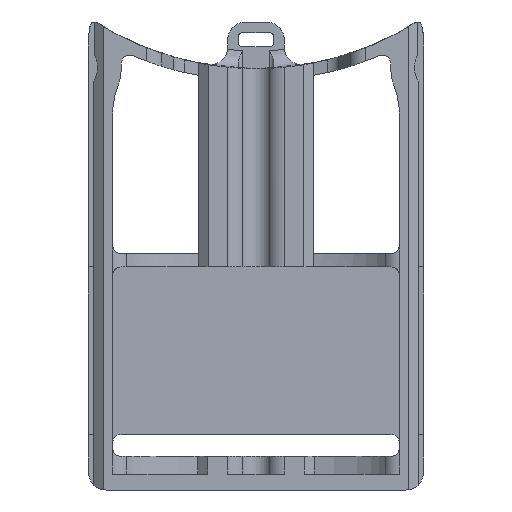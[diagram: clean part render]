
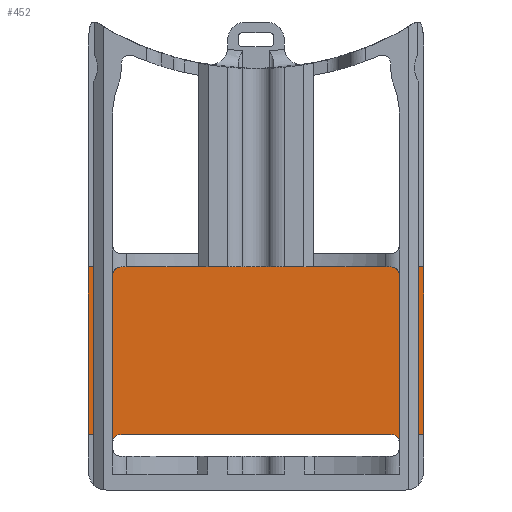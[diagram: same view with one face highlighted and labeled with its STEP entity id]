
A CAD part, front view. The second image highlights one B-rep face of the part: STEP entity #452.
In plain terms, the highlighted planar face has unit normal (0, -1, 0).
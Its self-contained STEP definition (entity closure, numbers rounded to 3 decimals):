
#166 = EDGE_CURVE ( 'NONE', #4586, #4432, #4338, .T. ) ;
#198 = ORIENTED_EDGE ( 'NONE', *, *, #7157, .T. ) ;
#243 = CARTESIAN_POINT ( 'NONE',  ( 0.102, 4.257, -20.5 ) ) ;
#246 = AXIS2_PLACEMENT_3D ( 'NONE', #5868, #2524, #4844 ) ;
#267 = CARTESIAN_POINT ( 'NONE',  ( 16.278, 4.257, -20.5 ) ) ;
#395 = EDGE_CURVE ( 'NONE', #5458, #4586, #2209, .T. ) ;
#429 = ORIENTED_EDGE ( 'NONE', *, *, #1083, .F. ) ;
#452 = ADVANCED_FACE ( 'NONE', ( #5766 ), #5083, .F. ) ;
#592 = DIRECTION ( 'NONE',  ( 0., 1., 0. ) ) ;
#728 = DIRECTION ( 'NONE',  ( -1., 0., 0. ) ) ;
#772 = DIRECTION ( 'NONE',  ( 0., 0., -1. ) ) ;
#779 = DIRECTION ( 'NONE',  ( 0., 0., 1. ) ) ;
#781 = DIRECTION ( 'NONE',  ( 0., 0., 1. ) ) ;
#1083 = EDGE_CURVE ( 'NONE', #6162, #7328, #1271, .T. ) ;
#1131 = VECTOR ( 'NONE', #5891, 1000. ) ;
#1166 = DIRECTION ( 'NONE',  ( 1., 0., 0. ) ) ;
#1192 = CARTESIAN_POINT ( 'NONE',  ( 0.102, 4.257, 0. ) ) ;
#1271 = LINE ( 'NONE', #4107, #7397 ) ;
#1321 = LINE ( 'NONE', #7027, #1131 ) ;
#1451 = LINE ( 'NONE', #7124, #3571 ) ;
#1466 = DIRECTION ( 'NONE',  ( -1., 0., 0. ) ) ;
#1691 = ORIENTED_EDGE ( 'NONE', *, *, #4100, .F. ) ;
#2085 = AXIS2_PLACEMENT_3D ( 'NONE', #1192, #592, #3510 ) ;
#2209 = CIRCLE ( 'NONE', #3175, 1. ) ;
#2226 = CARTESIAN_POINT ( 'NONE',  ( 19., 4.257, -1.5 ) ) ;
#2363 = EDGE_CURVE ( 'NONE', #4927, #3529, #3399, .T. ) ;
#2421 = ORIENTED_EDGE ( 'NONE', *, *, #2865, .T. ) ;
#2524 = DIRECTION ( 'NONE',  ( 0., 1., 0. ) ) ;
#2647 = VERTEX_POINT ( 'NONE', #7279 ) ;
#2651 = CARTESIAN_POINT ( 'NONE',  ( 19.009, 4.257, -20.5 ) ) ;
#2667 = CARTESIAN_POINT ( 'NONE',  ( -16.278, 4.257, -20.5 ) ) ;
#2827 = CARTESIAN_POINT ( 'NONE',  ( 15.278, 4.257, -20.5 ) ) ;
#2865 = EDGE_CURVE ( 'NONE', #5458, #4927, #1451, .T. ) ;
#2897 = CARTESIAN_POINT ( 'NONE',  ( 19., 4.257, -20.5 ) ) ;
#3008 = LINE ( 'NONE', #4702, #6692 ) ;
#3169 = EDGE_CURVE ( 'NONE', #4434, #6029, #5584, .T. ) ;
#3175 = AXIS2_PLACEMENT_3D ( 'NONE', #7053, #3656, #779 ) ;
#3325 = DIRECTION ( 'NONE',  ( -1., 0., 0. ) ) ;
#3399 = LINE ( 'NONE', #7442, #4040 ) ;
#3510 = DIRECTION ( 'NONE',  ( 0., 0., 1. ) ) ;
#3529 = VERTEX_POINT ( 'NONE', #2897 ) ;
#3571 = VECTOR ( 'NONE', #5988, 1000. ) ;
#3613 = LINE ( 'NONE', #243, #3629 ) ;
#3629 = VECTOR ( 'NONE', #728, 1000. ) ;
#3656 = DIRECTION ( 'NONE',  ( 0., -1., 0. ) ) ;
#3691 = EDGE_CURVE ( 'NONE', #6029, #2647, #3008, .T. ) ;
#3722 = CARTESIAN_POINT ( 'NONE',  ( -19., 4.257, -1.5 ) ) ;
#3754 = CARTESIAN_POINT ( 'NONE',  ( 0.102, 4.257, -1.5 ) ) ;
#4040 = VECTOR ( 'NONE', #1166, 1000. ) ;
#4076 = ORIENTED_EDGE ( 'NONE', *, *, #395, .F. ) ;
#4100 = EDGE_CURVE ( 'NONE', #4434, #3529, #1321, .T. ) ;
#4107 = CARTESIAN_POINT ( 'NONE',  ( -16.278, 4.257, 0. ) ) ;
#4217 = ORIENTED_EDGE ( 'NONE', *, *, #3169, .T. ) ;
#4244 = ORIENTED_EDGE ( 'NONE', *, *, #3691, .T. ) ;
#4255 = VECTOR ( 'NONE', #1466, 1000. ) ;
#4315 = EDGE_LOOP ( 'NONE', ( #7421, #429, #198, #6214, #4076, #2421, #5934, #1691, #4217, #4244 ) ) ;
#4338 = LINE ( 'NONE', #2651, #4255 ) ;
#4432 = VERTEX_POINT ( 'NONE', #4637 ) ;
#4434 = VERTEX_POINT ( 'NONE', #2226 ) ;
#4586 = VERTEX_POINT ( 'NONE', #2827 ) ;
#4637 = CARTESIAN_POINT ( 'NONE',  ( -15.278, 4.257, -20.5 ) ) ;
#4702 = CARTESIAN_POINT ( 'NONE',  ( -19., 4.257, 0. ) ) ;
#4715 = CARTESIAN_POINT ( 'NONE',  ( 16.278, 4.257, -21.5 ) ) ;
#4844 = DIRECTION ( 'NONE',  ( 0., 0., 1. ) ) ;
#4927 = VERTEX_POINT ( 'NONE', #267 ) ;
#5083 = PLANE ( 'NONE',  #2085 ) ;
#5458 = VERTEX_POINT ( 'NONE', #4715 ) ;
#5584 = LINE ( 'NONE', #3754, #6572 ) ;
#5766 = FACE_OUTER_BOUND ( 'NONE', #4315, .T. ) ;
#5868 = CARTESIAN_POINT ( 'NONE',  ( -15.278, 4.257, -21.5 ) ) ;
#5891 = DIRECTION ( 'NONE',  ( 0., 0., -1. ) ) ;
#5934 = ORIENTED_EDGE ( 'NONE', *, *, #2363, .T. ) ;
#5988 = DIRECTION ( 'NONE',  ( 0., 0., 1. ) ) ;
#6029 = VERTEX_POINT ( 'NONE', #3722 ) ;
#6162 = VERTEX_POINT ( 'NONE', #6416 ) ;
#6214 = ORIENTED_EDGE ( 'NONE', *, *, #166, .F. ) ;
#6416 = CARTESIAN_POINT ( 'NONE',  ( -16.278, 4.257, -21.5 ) ) ;
#6572 = VECTOR ( 'NONE', #3325, 1000. ) ;
#6692 = VECTOR ( 'NONE', #772, 1000. ) ;
#6870 = CIRCLE ( 'NONE', #246, 1. ) ;
#7027 = CARTESIAN_POINT ( 'NONE',  ( 19., 4.257, 0. ) ) ;
#7053 = CARTESIAN_POINT ( 'NONE',  ( 15.278, 4.257, -21.5 ) ) ;
#7124 = CARTESIAN_POINT ( 'NONE',  ( 16.278, 4.257, 0. ) ) ;
#7157 = EDGE_CURVE ( 'NONE', #6162, #4432, #6870, .T. ) ;
#7193 = EDGE_CURVE ( 'NONE', #7328, #2647, #3613, .T. ) ;
#7279 = CARTESIAN_POINT ( 'NONE',  ( -19., 4.257, -20.5 ) ) ;
#7328 = VERTEX_POINT ( 'NONE', #2667 ) ;
#7397 = VECTOR ( 'NONE', #781, 1000. ) ;
#7421 = ORIENTED_EDGE ( 'NONE', *, *, #7193, .F. ) ;
#7442 = CARTESIAN_POINT ( 'NONE',  ( -0.102, 4.257, -20.5 ) ) ;
